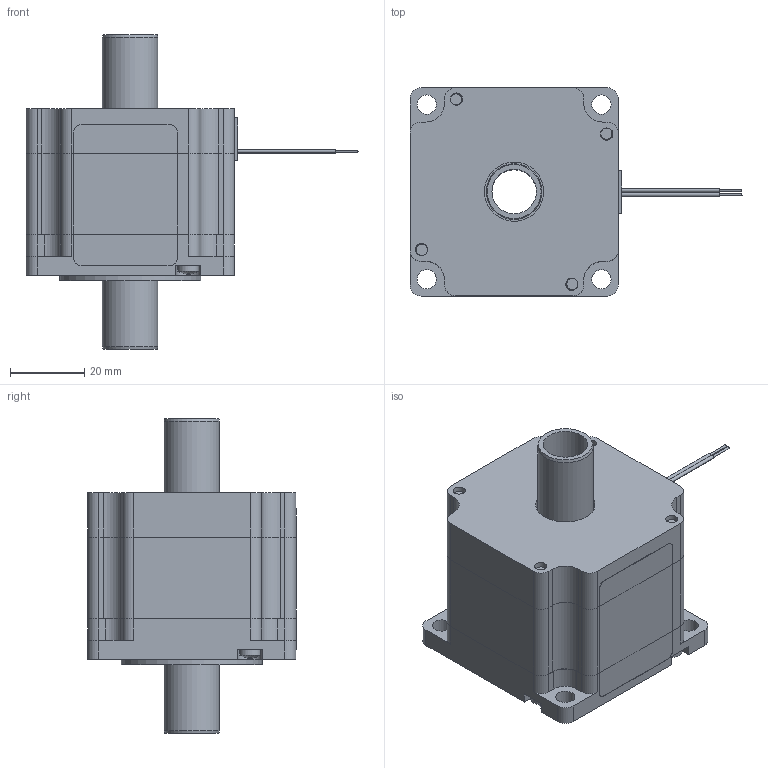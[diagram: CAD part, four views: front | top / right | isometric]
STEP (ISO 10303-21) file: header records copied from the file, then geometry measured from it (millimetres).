
FILE_DESCRIPTION(/* description */ (''),/* implementation_level */ '2;1');
FILE_NAME(/* name */ '23HS2045-4D-200.stp',/* time_stamp */ '2020-08-24T16:56:00+08:00',/* author */ ('dzp-qch5853'),/* organization */ (''),/* preprocessor_version */ 'ST-DEVELOPER v16.1',/* originating_system */ 'Autodesk Inventor 2016',/* authorisation */ '');
FILE_SCHEMA (('AUTOMOTIVE_DESIGN { 1 0 10303 214 3 1 1 }'));
Length unit declared in the file: millimetre
Products named in the file (19): 02-025(23H2047); 12-020-1(23H2047); 15-001-037(23H2047）; 12-008(4线护线套); 09-009-2(红白); 09-009-3(绿); 02-026-3(3A); 03-021(23H2047转子叠片); 07-005（57磁钢）; 04-417-1; 23H2047转子总成; 01-011(前盖); 01-012(后盖); 06-009(预紧螺母); 07-011(6902ZZ); 10-004(调整垫); 57单厚标签; 11-009(M3x41); 23H2045-4D-200-001
Assembly tree (24 placements, depth 3):
  23H2045-4D-200-001
    02-026-3(3A)
      02-025(23H2047)
      12-020-1(23H2047)  x2
      15-001-037(23H2047）
      12-008(4线护线套)
      09-009-2(红白)
      09-009-3(绿)
    23H2047转子总成
      03-021(23H2047转子叠片)  x2
      07-005（57磁钢）
      04-417-1
    01-011(前盖)
    01-012(后盖)
    06-009(预紧螺母)
    07-011(6902ZZ)  x2
    10-004(调整垫)
    11-009(M3x41)  x4
    57单厚标签
Bounding box: 89.6 x 56.3 x 85 mm (x, y, z)
Volume: 88502.1 mm3; surface area: 88953.3 mm2
Topology: 35 solids, 42 shells, 2291 faces, 6631 edges, 4393 vertices
Faces by surface type: cylinder 1273, plane 988, torus 16, sphere 8, cone 6
Full cylindrical faces by diameter (mm): 0.6 x2, 1 x17, 1.5 x20, 2.5 x2, 3 x6, 3.1 x4, 3.3 x12, 4.166 x1, 5.2 x4, 5.6 x4, 7 x1, 12 x1, 15 x4, 15.5 x1, 16 x1, 16.5 x3, 17 x1, 18 x1, 21 x1, 22 x1, 26 x1, 28 x6, 32 x1, 34.82 x2, 35.5 x2, 38.1 x1, 49.94 x2, 51 x2
Entity records: 51036 total; most frequent: DIRECTION 9356, CARTESIAN_POINT 8754, ORIENTED_EDGE 8524, EDGE_CURVE 4268, AXIS2_PLACEMENT_3D 3518, VERTEX_POINT 2876, LINE 2320, VECTOR 2320
